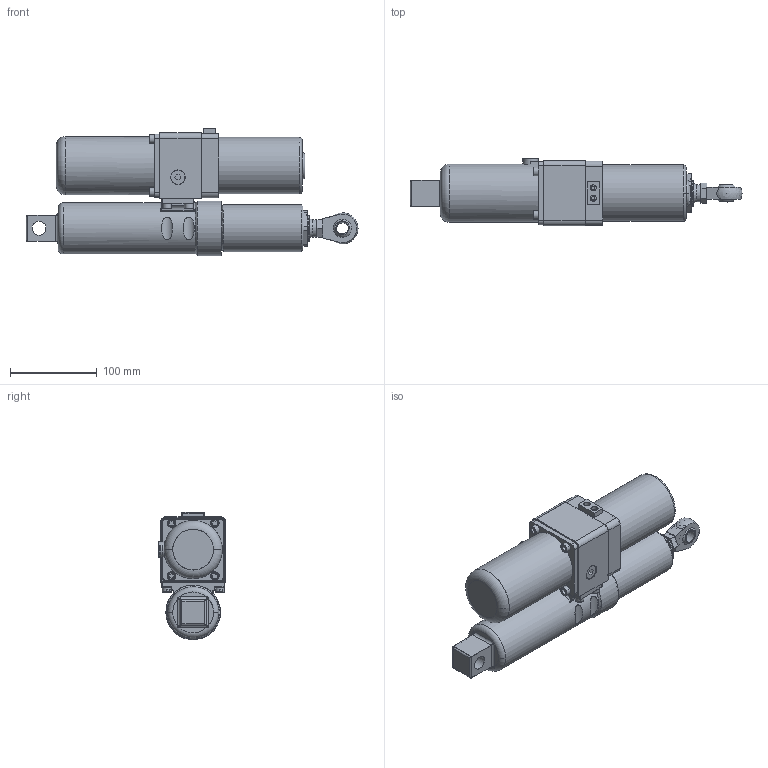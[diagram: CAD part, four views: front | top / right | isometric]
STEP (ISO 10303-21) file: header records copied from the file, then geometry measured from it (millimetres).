
FILE_DESCRIPTION(/* description */ (''),/* implementation_level */ '2;1');
FILE_NAME(/* name */ 'YHBY50-19062601.stp',/* time_stamp */ '2019-06-26T14:35:06+08:00',/* author */ (''),/* organization */ (''),/* preprocessor_version */ 'ST-DEVELOPER v14',/* originating_system */ 'SIEMENS PLM Software NX 8.0',/* authorisation */ '');
FILE_SCHEMA (('AUTOMOTIVE_DESIGN { 1 0 10303 214 3 1 1 1 }'));
Length unit declared in the file: millimetre
Products named in the file (1): YHBY50-19062601
Bounding box: 382.39 x 77.75 x 146.75 mm (x, y, z)
Volume: 170909.4 mm3; surface area: 341611.1 mm2
Topology: 5 solids, 10 shells, 743 faces, 1835 edges, 1218 vertices
Faces by surface type: plane 491, cylinder 158, cone 44, bspline 26, torus 16, sphere 8
Full cylindrical faces by diameter (mm): 4 x4, 4.2 x8, 5.5 x8, 7 x3, 8 x12, 9 x2, 9.8 x4, 10 x8, 12 x3, 12.1 x2, 14 x3, 15.767 x1, 16 x6, 18 x6, 20 x2, 28 x2, 30 x2, 48 x1, 50 x2, 52 x3, 54 x1, 57 x1, 59 x1, 61 x1, 63 x3, 65 x2, 67 x1, 68 x1
Entity records: 22958 total; most frequent: CARTESIAN_POINT 6289, DIRECTION 3348, ORIENTED_EDGE 3220, EDGE_CURVE 1610, AXIS2_PLACEMENT_3D 1172, VERTEX_POINT 1135, EDGE_LOOP 1025, LINE 1004
